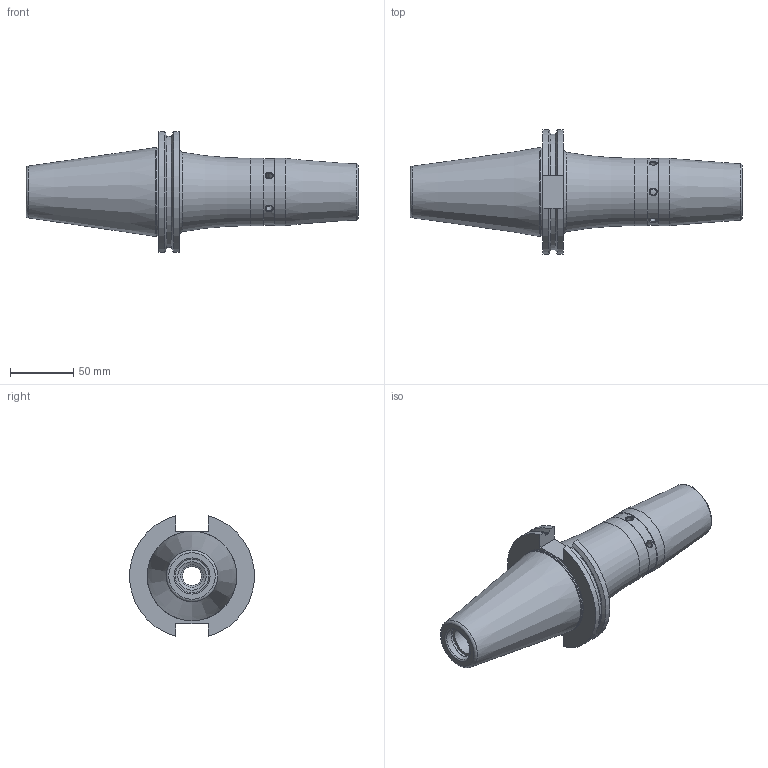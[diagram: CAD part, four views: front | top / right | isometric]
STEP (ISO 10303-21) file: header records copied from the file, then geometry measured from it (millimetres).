
FILE_DESCRIPTION(/* description */ (''),/* implementation_level */ '2;1');
FILE_NAME(/* name */ '7450213-70.stp',/* time_stamp */ '2019-07-01T13:58:08+02:00',/* author */ ('SCHUESSLER'),/* organization */ (''),/* preprocessor_version */ 'ST-DEVELOPER v17.2',/* originating_system */ 'Autodesk Inventor 2019',/* authorisation */ '');
FILE_SCHEMA (('AUTOMOTIVE_DESIGN { 1 0 10303 214 3 1 1 }'));
Length unit declared in the file: millimetre
Products named in the file (1): 7450213-70
Bounding box: 261.6 x 98.05 x 94.96 mm (x, y, z)
Volume: 568031.4 mm3; surface area: 75912.8 mm2
Topology: 1 solids, 1 shells, 82 faces, 249 edges, 175 vertices
Faces by surface type: cone 25, cylinder 25, plane 20, torus 12
Full cylindrical faces by diameter (mm): 3.6 x1, 4.917 x6, 10 x1, 15 x1, 18 x1, 22.3 x1, 26.5 x1, 26.8 x1, 31.75 x1, 32.05 x1, 52.4 x1, 53 x2, 69.65 x1
Entity records: 3143 total; most frequent: CARTESIAN_POINT 792, DIRECTION 516, ORIENTED_EDGE 484, EDGE_CURVE 242, AXIS2_PLACEMENT_3D 219, VERTEX_POINT 175, CIRCLE 136, EDGE_LOOP 97
